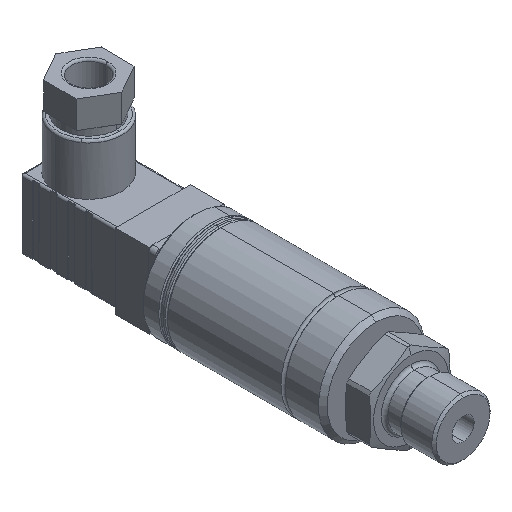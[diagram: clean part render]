
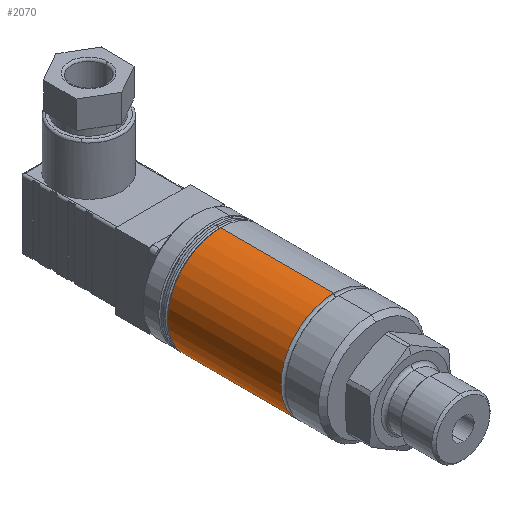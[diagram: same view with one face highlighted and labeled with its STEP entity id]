
A CAD part, isometric view. The second image highlights one B-rep face of the part: STEP entity #2070.
In plain terms, the highlighted cylindrical face has radius 12 mm (diameter 24 mm), a partial arc.
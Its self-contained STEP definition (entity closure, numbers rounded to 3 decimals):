
#1558 = CARTESIAN_POINT ( 'NONE',  ( 0., 48.157, 12. ) ) ;
#1605 = CARTESIAN_POINT ( 'NONE',  ( 0., 48.157, -12. ) ) ;
#1663 = AXIS2_PLACEMENT_3D ( 'NONE', #1715, #1702, #1699 ) ;
#1699 = DIRECTION ( 'NONE',  ( 0., 0., 1. ) ) ;
#1700 = CIRCLE ( 'NONE', #1663, 12. ) ;
#1702 = DIRECTION ( 'NONE',  ( 0., 1., 0. ) ) ;
#1715 = CARTESIAN_POINT ( 'NONE',  ( 0., 48.157, 0. ) ) ;
#1861 = VERTEX_POINT ( 'NONE', #1558 ) ;
#1883 = EDGE_CURVE ( 'NONE', #1917, #1861, #1700, .T. ) ;
#1905 = CYLINDRICAL_SURFACE ( 'NONE', #1919, 12. ) ;
#1910 = DIRECTION ( 'NONE',  ( 0., 0., 1. ) ) ;
#1917 = VERTEX_POINT ( 'NONE', #1605 ) ;
#1919 = AXIS2_PLACEMENT_3D ( 'NONE', #1921, #1920, #1910 ) ;
#1920 = DIRECTION ( 'NONE',  ( 0., 1., 0. ) ) ;
#1921 = CARTESIAN_POINT ( 'NONE',  ( 0., 78.193, 0. ) ) ;
#1991 = FACE_OUTER_BOUND ( 'NONE', #2071, .T. ) ;
#1999 = DIRECTION ( 'NONE',  ( 0., 1., 0. ) ) ;
#2000 = VECTOR ( 'NONE', #1999, 1000. ) ;
#2001 = CARTESIAN_POINT ( 'NONE',  ( 0., 78.193, -12. ) ) ;
#2002 = LINE ( 'NONE', #2001, #2000 ) ;
#2047 = ORIENTED_EDGE ( 'NONE', *, *, #1883, .F. ) ;
#2053 = EDGE_CURVE ( 'NONE', #6026, #1917, #2002, .T. ) ;
#2065 = ORIENTED_EDGE ( 'NONE', *, *, #2099, .T. ) ;
#2066 = ORIENTED_EDGE ( 'NONE', *, *, #6084, .F. ) ;
#2070 = ADVANCED_FACE ( 'NONE', ( #1991 ), #1905, .T. ) ;
#2071 = EDGE_LOOP ( 'NONE', ( #2075, #2066, #2065, #2047 ) ) ;
#2075 = ORIENTED_EDGE ( 'NONE', *, *, #2053, .F. ) ;
#2099 = EDGE_CURVE ( 'NONE', #6029, #1861, #2129, .T. ) ;
#2115 = DIRECTION ( 'NONE',  ( 0., 1., 0. ) ) ;
#2120 = CARTESIAN_POINT ( 'NONE',  ( 0., 78.193, 12. ) ) ;
#2129 = LINE ( 'NONE', #2120, #2169 ) ;
#2169 = VECTOR ( 'NONE', #2115, 1000. ) ;
#4354 = CARTESIAN_POINT ( 'NONE',  ( 0., 22.445, -12. ) ) ;
#4495 = CARTESIAN_POINT ( 'NONE',  ( 0., 22.445, 12. ) ) ;
#4592 = DIRECTION ( 'NONE',  ( 0., 0., -1. ) ) ;
#4627 = CARTESIAN_POINT ( 'NONE',  ( 0., 22.445, 0. ) ) ;
#4631 = AXIS2_PLACEMENT_3D ( 'NONE', #4627, #4722, #4592 ) ;
#4722 = DIRECTION ( 'NONE',  ( 0., -1., 0. ) ) ;
#4725 = CIRCLE ( 'NONE', #4631, 12. ) ;
#6026 = VERTEX_POINT ( 'NONE', #4354 ) ;
#6029 = VERTEX_POINT ( 'NONE', #4495 ) ;
#6084 = EDGE_CURVE ( 'NONE', #6029, #6026, #4725, .T. ) ;
